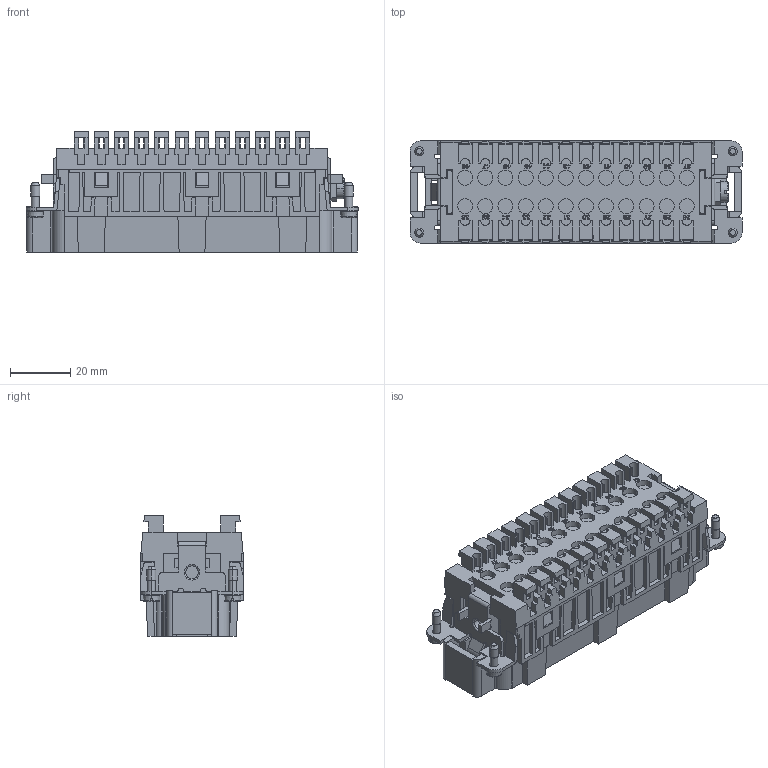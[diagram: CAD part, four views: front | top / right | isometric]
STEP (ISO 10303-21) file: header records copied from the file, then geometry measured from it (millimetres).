
FILE_DESCRIPTION(('Creo Elements/Direct Modeling STEP Export'),'2;1');
FILE_NAME('0ln7uvk45281f1q2556','2016-10-04T16:05:57',(''),(''),'PTC Creo Elements/Direct Modeling STEP processor for AP214 (Solid Model)','PTC Creo Elements/Direct Modeling 19.0E 27-Jun-2016 (C) Parametric Technology GmbH','');
FILE_SCHEMA(('AUTOMOTIVE_DESIGN { 1 0 10303 214 1 1 1 1 }'));
Products named in the file (2): CSHM_24_N
Assembly tree (1 placements, depth 2):
  CSHM_24_N
    CSHM_24_N
Bounding box: 110.4 x 34 x 40.1 mm (x, y, z)
Volume: 71578.8 mm3; surface area: 37825.8 mm2
Topology: 1 solids, 1 shells, 2167 faces, 10335 edges, 8285 vertices
Faces by surface type: plane 1521, cylinder 354, cone 162, torus 110, sphere 20
Entity records: 122639 total; most frequent: CARTESIAN_POINT 22048, ORIENTED_EDGE 20638, DIRECTION 14059, EDGE_CURVE 10315, VECTOR 8519, LINE 8519, VERTEX_POINT 8285, AXIS2_PLACEMENT_3D 2770
